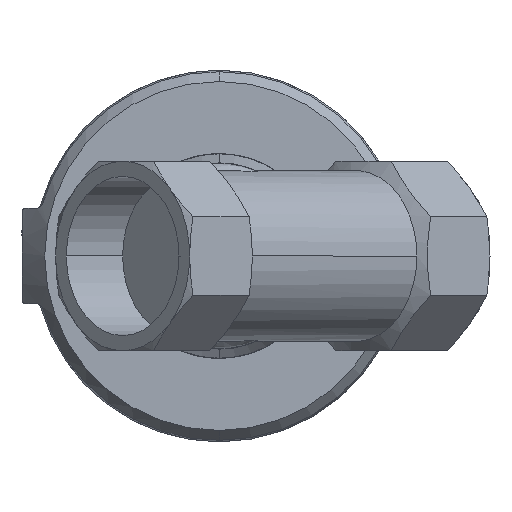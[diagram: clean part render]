
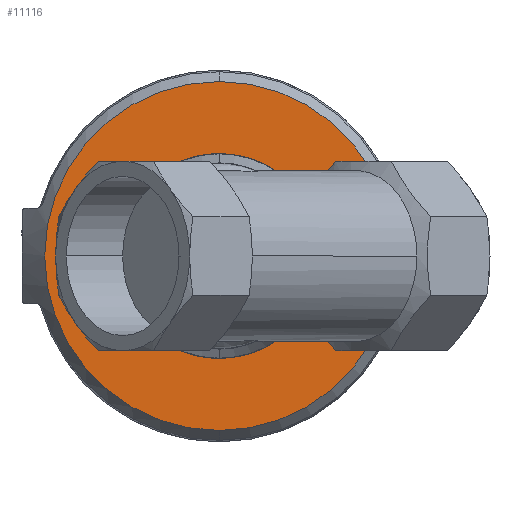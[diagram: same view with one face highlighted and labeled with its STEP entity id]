
A CAD part, front view. The second image highlights one B-rep face of the part: STEP entity #11116.
In plain terms, the highlighted planar face has unit normal (0, -1, 0).
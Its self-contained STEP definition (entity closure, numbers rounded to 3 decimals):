
#210 = EDGE_LOOP ( 'NONE', ( #2978, #9534 ) ) ;
#247 = DIRECTION ( 'NONE',  ( 0., 1., 0. ) ) ;
#643 = AXIS2_PLACEMENT_3D ( 'NONE', #6329, #6316, #6305 ) ;
#677 = FACE_BOUND ( 'NONE', #210, .T. ) ;
#1265 = CARTESIAN_POINT ( 'NONE',  ( -2.255, -21.154, -17.218 ) ) ;
#1277 = DIRECTION ( 'NONE',  ( 0., 1., 0. ) ) ;
#1310 = DIRECTION ( 'NONE',  ( 0., 0., 1. ) ) ;
#1315 = EDGE_CURVE ( 'NONE', #2281, #2850, #11037, .T. ) ;
#1941 = EDGE_CURVE ( 'NONE', #2850, #2281, #5490, .T. ) ;
#2112 = EDGE_CURVE ( 'NONE', #9553, #5054, #2130, .T. ) ;
#2129 = EDGE_CURVE ( 'NONE', #5054, #9553, #8394, .T. ) ;
#2130 = CIRCLE ( 'NONE', #9106, 46.009 ) ;
#2281 = VERTEX_POINT ( 'NONE', #5474 ) ;
#2808 = AXIS2_PLACEMENT_3D ( 'NONE', #10452, #8425, #3489 ) ;
#2826 = CARTESIAN_POINT ( 'NONE',  ( -2.255, -21.154, 28.791 ) ) ;
#2850 = VERTEX_POINT ( 'NONE', #3273 ) ;
#2852 = FACE_OUTER_BOUND ( 'NONE', #8385, .T. ) ;
#2978 = ORIENTED_EDGE ( 'NONE', *, *, #1941, .F. ) ;
#2983 = DIRECTION ( 'NONE',  ( 0., 0., 1. ) ) ;
#3273 = CARTESIAN_POINT ( 'NONE',  ( -2.255, -21.154, -36.727 ) ) ;
#3489 = DIRECTION ( 'NONE',  ( 0., 0., -1. ) ) ;
#3503 = CARTESIAN_POINT ( 'NONE',  ( -2.255, -21.154, -17.218 ) ) ;
#5054 = VERTEX_POINT ( 'NONE', #8510 ) ;
#5423 = CARTESIAN_POINT ( 'NONE',  ( -2.255, -21.154, 7.674 ) ) ;
#5474 = CARTESIAN_POINT ( 'NONE',  ( -2.255, -21.154, 2.291 ) ) ;
#5490 = CIRCLE ( 'NONE', #2808, 19.509 ) ;
#6249 = DIRECTION ( 'NONE',  ( 0., 0., 1. ) ) ;
#6305 = DIRECTION ( 'NONE',  ( 0., 0., -1. ) ) ;
#6316 = DIRECTION ( 'NONE',  ( 0., -1., 0. ) ) ;
#6329 = CARTESIAN_POINT ( 'NONE',  ( -2.255, -21.154, -17.218 ) ) ;
#6358 = ORIENTED_EDGE ( 'NONE', *, *, #2112, .F. ) ;
#6591 = AXIS2_PLACEMENT_3D ( 'NONE', #5423, #247, #6249 ) ;
#7045 = PLANE ( 'NONE',  #6591 ) ;
#7585 = ORIENTED_EDGE ( 'NONE', *, *, #2129, .F. ) ;
#8181 = AXIS2_PLACEMENT_3D ( 'NONE', #1265, #1277, #1310 ) ;
#8385 = EDGE_LOOP ( 'NONE', ( #6358, #7585 ) ) ;
#8394 = CIRCLE ( 'NONE', #8181, 46.009 ) ;
#8425 = DIRECTION ( 'NONE',  ( 0., -1., 0. ) ) ;
#8510 = CARTESIAN_POINT ( 'NONE',  ( -2.255, -21.154, -63.227 ) ) ;
#8951 = DIRECTION ( 'NONE',  ( 0., 1., 0. ) ) ;
#9106 = AXIS2_PLACEMENT_3D ( 'NONE', #3503, #8951, #2983 ) ;
#9534 = ORIENTED_EDGE ( 'NONE', *, *, #1315, .F. ) ;
#9553 = VERTEX_POINT ( 'NONE', #2826 ) ;
#10452 = CARTESIAN_POINT ( 'NONE',  ( -2.255, -21.154, -17.218 ) ) ;
#11037 = CIRCLE ( 'NONE', #643, 19.509 ) ;
#11116 = ADVANCED_FACE ( 'NONE', ( #2852, #677 ), #7045, .F. ) ;
